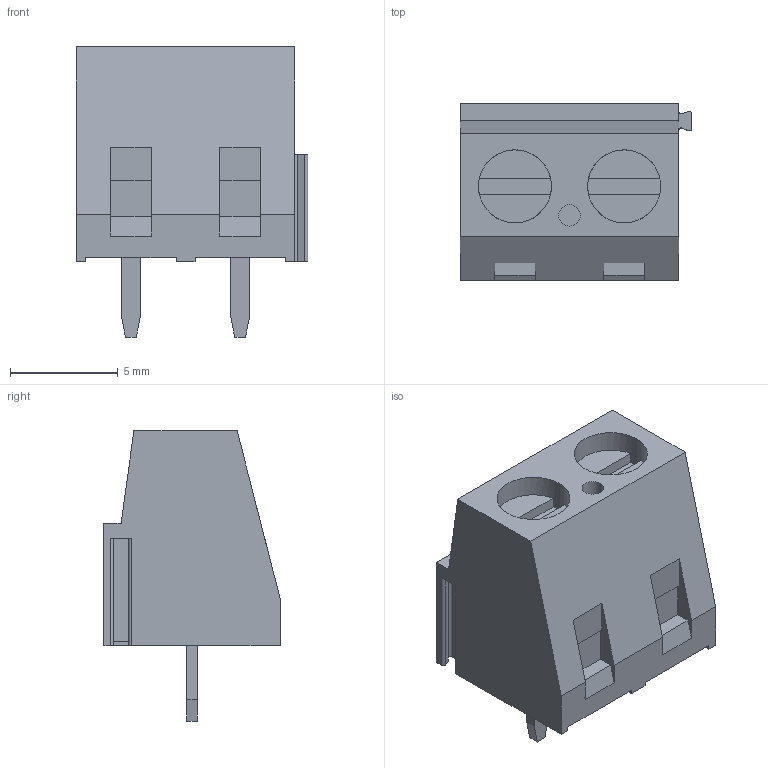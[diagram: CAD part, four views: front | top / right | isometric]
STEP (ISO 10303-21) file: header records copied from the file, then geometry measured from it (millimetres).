
FILE_DESCRIPTION(('FreeCAD Model'),'2;1');
FILE_NAME('conn_screw_1x02_P5.08.step', '2018-12-09T22:41:46',('kicad StepUp'),('ksu MCAD'), 'Open CASCADE STEP processor 7.3','FreeCAD','Unknown');
FILE_SCHEMA(('AUTOMOTIVE_DESIGN { 1 0 10303 214 1 1 1 1 }'));
Length unit declared in the file: millimetre
Products named in the file (1): conn_screw_1x02_P5.08
Bounding box: 10.76 x 8.2 x 13.5 mm (x, y, z)
Volume: 627.3 mm3; surface area: 600.4 mm2
Topology: 1 solids, 1 shells, 96 faces, 257 edges, 170 vertices
Faces by surface type: plane 78, cylinder 18
Entity records: 2990 total; most frequent: CARTESIAN_POINT 524, ORIENTED_EDGE 514, DIRECTION 491, EDGE_CURVE 257, LINE 217, VECTOR 217, VERTEX_POINT 170, AXIS2_PLACEMENT_3D 137
